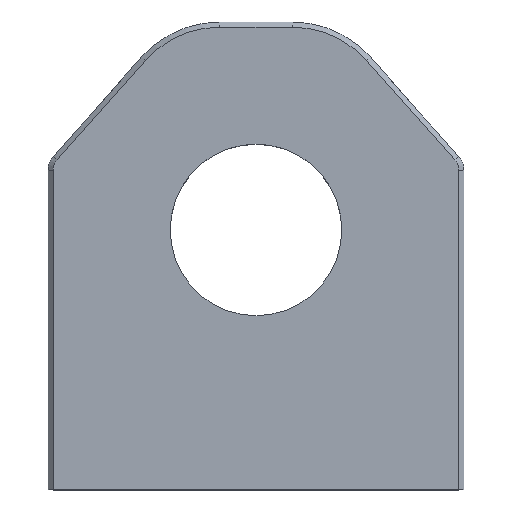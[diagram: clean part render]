
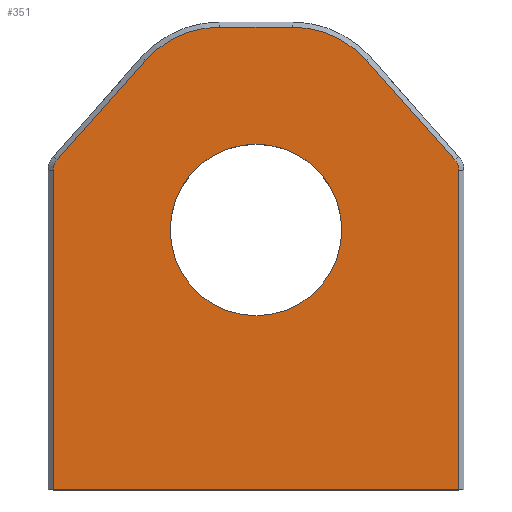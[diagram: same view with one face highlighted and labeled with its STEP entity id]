
A CAD part, top view. The second image highlights one B-rep face of the part: STEP entity #351.
In plain terms, the highlighted planar face has unit normal (0, 0, 1).
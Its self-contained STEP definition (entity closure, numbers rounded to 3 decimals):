
#13 = CARTESIAN_POINT ( 'NONE',  ( -10.61, 41.311, 10. ) ) ;
#26 = VECTOR ( 'NONE', #923, 1000. ) ;
#29 = DIRECTION ( 'NONE',  ( -0.664, -0.747, 0. ) ) ;
#71 = DIRECTION ( 'NONE',  ( 0., 0., 1. ) ) ;
#75 = ORIENTED_EDGE ( 'NONE', *, *, #543, .T. ) ;
#80 = ORIENTED_EDGE ( 'NONE', *, *, #812, .T. ) ;
#90 = CIRCLE ( 'NONE', #819, 9.5 ) ;
#110 = CARTESIAN_POINT ( 'NONE',  ( -19.5, 0., 10. ) ) ;
#119 = EDGE_CURVE ( 'NONE', #442, #292, #1113, .T. ) ;
#122 = FACE_OUTER_BOUND ( 'NONE', #925, .T. ) ;
#129 = AXIS2_PLACEMENT_3D ( 'NONE', #294, #1108, #405 ) ;
#143 = EDGE_LOOP ( 'NONE', ( #380, #573 ) ) ;
#148 = CARTESIAN_POINT ( 'NONE',  ( -3.509, 44.5, 10. ) ) ;
#149 = ORIENTED_EDGE ( 'NONE', *, *, #836, .T. ) ;
#159 = DIRECTION ( 'NONE',  ( -0.664, 0.747, 0. ) ) ;
#200 = LINE ( 'NONE', #110, #229 ) ;
#208 = DIRECTION ( 'NONE',  ( 0., 0., 1. ) ) ;
#219 = CARTESIAN_POINT ( 'NONE',  ( 19.5, 30.74, 10. ) ) ;
#229 = VECTOR ( 'NONE', #722, 1000. ) ;
#250 = CARTESIAN_POINT ( 'NONE',  ( -3.509, 44.5, 10. ) ) ;
#256 = AXIS2_PLACEMENT_3D ( 'NONE', #422, #886, #1281 ) ;
#257 = DIRECTION ( 'NONE',  ( 0., 0., 1. ) ) ;
#267 = ORIENTED_EDGE ( 'NONE', *, *, #391, .T. ) ;
#276 = CIRCLE ( 'NONE', #336, 1.5 ) ;
#292 = VERTEX_POINT ( 'NONE', #745 ) ;
#294 = CARTESIAN_POINT ( 'NONE',  ( 0., 25., 10. ) ) ;
#298 = DIRECTION ( 'NONE',  ( 1., 0., 0. ) ) ;
#319 = AXIS2_PLACEMENT_3D ( 'NONE', #718, #208, #298 ) ;
#336 = AXIS2_PLACEMENT_3D ( 'NONE', #1256, #257, #744 ) ;
#344 = CARTESIAN_POINT ( 'NONE',  ( 19.121, 31.736, 10. ) ) ;
#351 = ADVANCED_FACE ( 'NONE', ( #969, #122 ), #893, .T. ) ;
#363 = DIRECTION ( 'NONE',  ( 0., 0., 1. ) ) ;
#370 = DIRECTION ( 'NONE',  ( 1., 0., 0. ) ) ;
#380 = ORIENTED_EDGE ( 'NONE', *, *, #1052, .F. ) ;
#390 = VERTEX_POINT ( 'NONE', #490 ) ;
#391 = EDGE_CURVE ( 'NONE', #1033, #749, #396, .T. ) ;
#394 = DIRECTION ( 'NONE',  ( 0., 0., 1. ) ) ;
#396 = LINE ( 'NONE', #789, #1144 ) ;
#405 = DIRECTION ( 'NONE',  ( 1., 0., 0. ) ) ;
#408 = EDGE_CURVE ( 'NONE', #853, #390, #1124, .T. ) ;
#414 = CARTESIAN_POINT ( 'NONE',  ( -19.5, 30.74, 10. ) ) ;
#422 = CARTESIAN_POINT ( 'NONE',  ( 0., 0., 10. ) ) ;
#435 = LINE ( 'NONE', #148, #1081 ) ;
#442 = VERTEX_POINT ( 'NONE', #813 ) ;
#443 = AXIS2_PLACEMENT_3D ( 'NONE', #710, #394, #618 ) ;
#468 = EDGE_CURVE ( 'NONE', #1038, #442, #200, .T. ) ;
#490 = CARTESIAN_POINT ( 'NONE',  ( -8.25, 25., 10. ) ) ;
#543 = EDGE_CURVE ( 'NONE', #292, #1069, #930, .T. ) ;
#544 = DIRECTION ( 'NONE',  ( -1., 0., 0. ) ) ;
#562 = CARTESIAN_POINT ( 'NONE',  ( -3.509, 35., 10. ) ) ;
#573 = ORIENTED_EDGE ( 'NONE', *, *, #408, .F. ) ;
#574 = ORIENTED_EDGE ( 'NONE', *, *, #753, .T. ) ;
#577 = EDGE_CURVE ( 'NONE', #1176, #1218, #1255, .T. ) ;
#618 = DIRECTION ( 'NONE',  ( 1., 0., 0. ) ) ;
#626 = CIRCLE ( 'NONE', #1002, 1.5 ) ;
#637 = ORIENTED_EDGE ( 'NONE', *, *, #577, .T. ) ;
#710 = CARTESIAN_POINT ( 'NONE',  ( 0., 25., 10. ) ) ;
#718 = CARTESIAN_POINT ( 'NONE',  ( 3.509, 35., 10. ) ) ;
#722 = DIRECTION ( 'NONE',  ( 0., -1., 0. ) ) ;
#744 = DIRECTION ( 'NONE',  ( 1., 0., 0. ) ) ;
#745 = CARTESIAN_POINT ( 'NONE',  ( 19.5, 0., 10. ) ) ;
#747 = CARTESIAN_POINT ( 'NONE',  ( 3.509, 44.5, 10. ) ) ;
#749 = VERTEX_POINT ( 'NONE', #967 ) ;
#753 = EDGE_CURVE ( 'NONE', #749, #1038, #276, .T. ) ;
#760 = DIRECTION ( 'NONE',  ( 1., 0., 0. ) ) ;
#780 = CARTESIAN_POINT ( 'NONE',  ( 8.25, 25., 10. ) ) ;
#789 = CARTESIAN_POINT ( 'NONE',  ( -19.121, 31.736, 10. ) ) ;
#812 = EDGE_CURVE ( 'NONE', #1069, #1176, #626, .T. ) ;
#813 = CARTESIAN_POINT ( 'NONE',  ( -19.5, 0., 10. ) ) ;
#819 = AXIS2_PLACEMENT_3D ( 'NONE', #562, #71, #370 ) ;
#836 = EDGE_CURVE ( 'NONE', #1187, #1033, #90, .T. ) ;
#853 = VERTEX_POINT ( 'NONE', #780 ) ;
#879 = CIRCLE ( 'NONE', #319, 9.5 ) ;
#886 = DIRECTION ( 'NONE',  ( 0., 0., 1. ) ) ;
#893 = PLANE ( 'NONE',  #256 ) ;
#900 = CIRCLE ( 'NONE', #443, 8.25 ) ;
#921 = VECTOR ( 'NONE', #1039, 1000. ) ;
#923 = DIRECTION ( 'NONE',  ( 1., 0., 0. ) ) ;
#925 = EDGE_LOOP ( 'NONE', ( #574, #1016, #1091, #75, #80, #637, #1032, #1163, #149, #267 ) ) ;
#928 = CARTESIAN_POINT ( 'NONE',  ( 10.61, 41.311, 10. ) ) ;
#930 = LINE ( 'NONE', #1231, #921 ) ;
#967 = CARTESIAN_POINT ( 'NONE',  ( -19.121, 31.736, 10. ) ) ;
#969 = FACE_BOUND ( 'NONE', #143, .T. ) ;
#1002 = AXIS2_PLACEMENT_3D ( 'NONE', #1040, #363, #760 ) ;
#1016 = ORIENTED_EDGE ( 'NONE', *, *, #468, .T. ) ;
#1024 = EDGE_CURVE ( 'NONE', #1218, #1280, #879, .T. ) ;
#1032 = ORIENTED_EDGE ( 'NONE', *, *, #1024, .T. ) ;
#1033 = VERTEX_POINT ( 'NONE', #13 ) ;
#1038 = VERTEX_POINT ( 'NONE', #414 ) ;
#1039 = DIRECTION ( 'NONE',  ( 0., 1., 0. ) ) ;
#1040 = CARTESIAN_POINT ( 'NONE',  ( 18., 30.74, 10. ) ) ;
#1052 = EDGE_CURVE ( 'NONE', #390, #853, #900, .T. ) ;
#1069 = VERTEX_POINT ( 'NONE', #219 ) ;
#1081 = VECTOR ( 'NONE', #544, 1000. ) ;
#1091 = ORIENTED_EDGE ( 'NONE', *, *, #119, .T. ) ;
#1108 = DIRECTION ( 'NONE',  ( 0., 0., 1. ) ) ;
#1113 = LINE ( 'NONE', #1225, #26 ) ;
#1124 = CIRCLE ( 'NONE', #129, 8.25 ) ;
#1144 = VECTOR ( 'NONE', #29, 1000. ) ;
#1157 = CARTESIAN_POINT ( 'NONE',  ( 26.44, 23.502, 10. ) ) ;
#1163 = ORIENTED_EDGE ( 'NONE', *, *, #1278, .T. ) ;
#1176 = VERTEX_POINT ( 'NONE', #344 ) ;
#1187 = VERTEX_POINT ( 'NONE', #250 ) ;
#1218 = VERTEX_POINT ( 'NONE', #928 ) ;
#1225 = CARTESIAN_POINT ( 'NONE',  ( 0., 0., 10. ) ) ;
#1231 = CARTESIAN_POINT ( 'NONE',  ( 19.5, 0., 10. ) ) ;
#1248 = VECTOR ( 'NONE', #159, 1000. ) ;
#1255 = LINE ( 'NONE', #1157, #1248 ) ;
#1256 = CARTESIAN_POINT ( 'NONE',  ( -18., 30.74, 10. ) ) ;
#1278 = EDGE_CURVE ( 'NONE', #1280, #1187, #435, .T. ) ;
#1280 = VERTEX_POINT ( 'NONE', #747 ) ;
#1281 = DIRECTION ( 'NONE',  ( 1., 0., 0. ) ) ;
